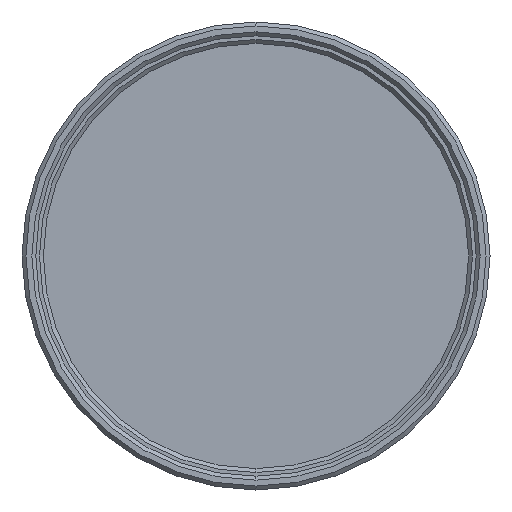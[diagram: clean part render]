
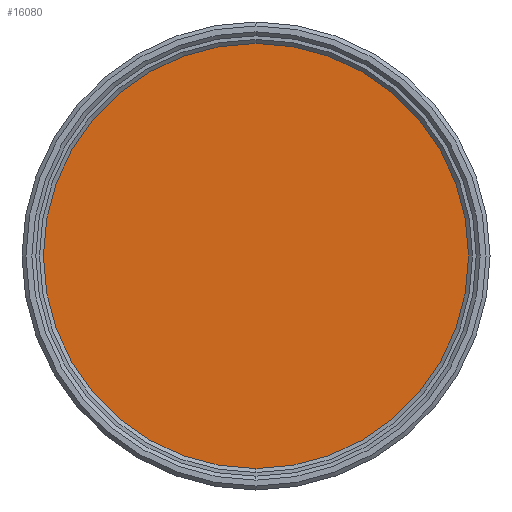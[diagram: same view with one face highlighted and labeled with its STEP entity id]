
A CAD part, left-side view. The second image highlights one B-rep face of the part: STEP entity #16080.
In plain terms, the highlighted planar face has unit normal (-1, 0, 0).
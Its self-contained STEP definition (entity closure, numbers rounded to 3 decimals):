
#2355 = AXIS2_PLACEMENT_3D ( 'NONE', #9623, #6249, #25378 ) ;
#2474 = VERTEX_POINT ( 'NONE', #41749 ) ;
#3106 = VERTEX_POINT ( 'NONE', #36150 ) ;
#6249 = DIRECTION ( 'NONE',  ( -1., 0., 0. ) ) ;
#8072 = CIRCLE ( 'NONE', #39913, 16.6 ) ;
#9623 = CARTESIAN_POINT ( 'NONE',  ( -1., 0., 0. ) ) ;
#16080 = ADVANCED_FACE ( 'NONE', ( #42421 ), #42855, .F. ) ;
#18502 = AXIS2_PLACEMENT_3D ( 'NONE', #27960, #31816, #35658 ) ;
#24669 = CIRCLE ( 'NONE', #2355, 16.6 ) ;
#25378 = DIRECTION ( 'NONE',  ( 0., 0., 1. ) ) ;
#27960 = CARTESIAN_POINT ( 'NONE',  ( -1., 15., 0. ) ) ;
#31816 = DIRECTION ( 'NONE',  ( 1., 0., 0. ) ) ;
#32615 = EDGE_CURVE ( 'NONE', #2474, #3106, #24669, .T. ) ;
#34120 = EDGE_CURVE ( 'NONE', #3106, #2474, #8072, .T. ) ;
#35658 = DIRECTION ( 'NONE',  ( 0., 0., -1. ) ) ;
#36150 = CARTESIAN_POINT ( 'NONE',  ( -1., 0., -16.6 ) ) ;
#37517 = ORIENTED_EDGE ( 'NONE', *, *, #34120, .T. ) ;
#38464 = CARTESIAN_POINT ( 'NONE',  ( -1., 0., 0. ) ) ;
#39913 = AXIS2_PLACEMENT_3D ( 'NONE', #38464, #42138, #45524 ) ;
#41749 = CARTESIAN_POINT ( 'NONE',  ( -1., 0., 16.6 ) ) ;
#42138 = DIRECTION ( 'NONE',  ( -1., 0., 0. ) ) ;
#42357 = EDGE_LOOP ( 'NONE', ( #45028, #37517 ) ) ;
#42421 = FACE_OUTER_BOUND ( 'NONE', #42357, .T. ) ;
#42855 = PLANE ( 'NONE',  #18502 ) ;
#45028 = ORIENTED_EDGE ( 'NONE', *, *, #32615, .T. ) ;
#45524 = DIRECTION ( 'NONE',  ( 0., 0., 1. ) ) ;
